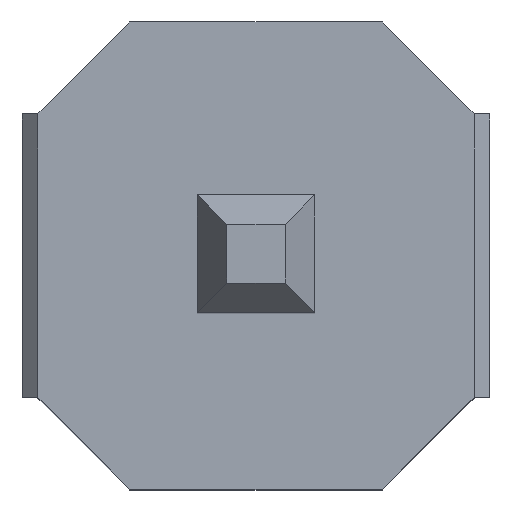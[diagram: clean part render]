
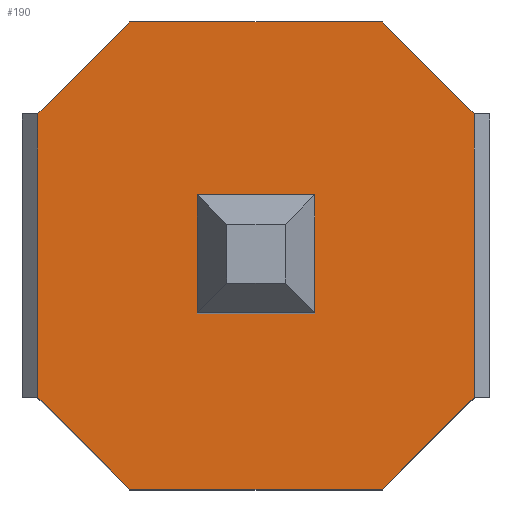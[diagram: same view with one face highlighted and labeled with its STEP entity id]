
A CAD part, top view. The second image highlights one B-rep face of the part: STEP entity #190.
In plain terms, the highlighted planar face has unit normal (0, 0, 1).
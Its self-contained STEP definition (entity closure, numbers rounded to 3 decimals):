
#190=ADVANCED_FACE('',(#510),#512,.T.);
#510=FACE_BOUND('',#511,.T.);
#511=EDGE_LOOP('',(#756,#757,#758,#759,#760,#761,#762,#763));
#512=PLANE('',#513);
#513=AXIS2_PLACEMENT_3D('',#514,#515,#516);
#514=CARTESIAN_POINT('',(0.,0.,2.5));
#515=DIRECTION('',(0.,0.,1.));
#516=DIRECTION('',(1.,0.,0.));
#756=ORIENTED_EDGE('',*,*,#908,.T.);
#757=ORIENTED_EDGE('',*,*,#909,.T.);
#758=ORIENTED_EDGE('',*,*,#910,.T.);
#759=ORIENTED_EDGE('',*,*,#911,.T.);
#760=ORIENTED_EDGE('',*,*,#912,.T.);
#761=ORIENTED_EDGE('',*,*,#913,.T.);
#762=ORIENTED_EDGE('',*,*,#914,.T.);
#763=ORIENTED_EDGE('',*,*,#915,.T.);
#908=EDGE_CURVE('',#992,#993,#994,.F.);
#909=EDGE_CURVE('',#993,#995,#996,.T.);
#910=EDGE_CURVE('',#995,#997,#998,.T.);
#911=EDGE_CURVE('',#997,#999,#1000,.T.);
#912=EDGE_CURVE('',#999,#1001,#1002,.F.);
#913=EDGE_CURVE('',#1001,#1003,#1004,.T.);
#914=EDGE_CURVE('',#1003,#1005,#1006,.T.);
#915=EDGE_CURVE('',#1005,#992,#1007,.T.);
#992=VERTEX_POINT('',#1128);
#993=VERTEX_POINT('',#1129);
#994=LINE('',#1130,#1131);
#995=VERTEX_POINT('',#1133);
#996=LINE('',#1134,#1135);
#997=VERTEX_POINT('',#1137);
#998=LINE('',#1138,#1139);
#999=VERTEX_POINT('',#1141);
#1000=LINE('',#1142,#1143);
#1001=VERTEX_POINT('',#1145);
#1002=LINE('',#1146,#1147);
#1003=VERTEX_POINT('',#1149);
#1004=LINE('',#1150,#1151);
#1005=VERTEX_POINT('',#1153);
#1006=LINE('',#1154,#1155);
#1007=LINE('',#1157,#1158);
#1128=CARTESIAN_POINT('',(1.185,-0.77,2.5));
#1129=CARTESIAN_POINT('',(1.185,0.77,2.5));
#1130=CARTESIAN_POINT('',(1.185,0.77,2.5));
#1131=VECTOR('',#1132,1.);
#1132=DIRECTION('',(0.,-1.,0.));
#1133=CARTESIAN_POINT('',(0.685,1.27,2.5));
#1134=CARTESIAN_POINT('',(1.185,0.77,2.5));
#1135=VECTOR('',#1136,1.);
#1136=DIRECTION('',(-0.707,0.707,0.));
#1137=CARTESIAN_POINT('',(-0.685,1.27,2.5));
#1138=CARTESIAN_POINT('',(0.685,1.27,2.5));
#1139=VECTOR('',#1140,1.);
#1140=DIRECTION('',(-1.,0.,0.));
#1141=CARTESIAN_POINT('',(-1.185,0.77,2.5));
#1142=CARTESIAN_POINT('',(-0.685,1.27,2.5));
#1143=VECTOR('',#1144,1.);
#1144=DIRECTION('',(-0.707,-0.707,0.));
#1145=CARTESIAN_POINT('',(-1.185,-0.77,2.5));
#1146=CARTESIAN_POINT('',(-1.185,-0.77,2.5));
#1147=VECTOR('',#1148,1.);
#1148=DIRECTION('',(0.,1.,0.));
#1149=CARTESIAN_POINT('',(-0.685,-1.27,2.5));
#1150=CARTESIAN_POINT('',(-1.185,-0.77,2.5));
#1151=VECTOR('',#1152,1.);
#1152=DIRECTION('',(0.707,-0.707,0.));
#1153=CARTESIAN_POINT('',(0.685,-1.27,2.5));
#1154=CARTESIAN_POINT('',(-0.685,-1.27,2.5));
#1155=VECTOR('',#1156,1.);
#1156=DIRECTION('',(1.,0.,0.));
#1157=CARTESIAN_POINT('',(0.685,-1.27,2.5));
#1158=VECTOR('',#1159,1.);
#1159=DIRECTION('',(0.707,0.707,0.));
